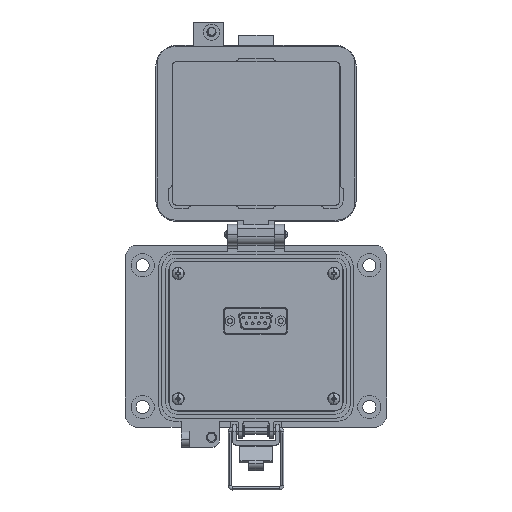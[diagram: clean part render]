
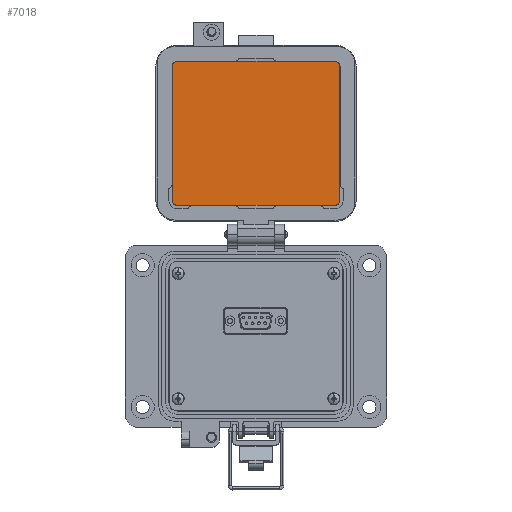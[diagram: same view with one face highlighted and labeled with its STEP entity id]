
A CAD part, top view. The second image highlights one B-rep face of the part: STEP entity #7018.
In plain terms, the highlighted planar face has unit normal (0, 0, 1).
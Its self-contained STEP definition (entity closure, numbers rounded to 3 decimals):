
#370 = DIRECTION ( 'NONE',  ( 1., 0., 0. ) ) ;
#705 = EDGE_CURVE ( 'NONE', #30296, #5374, #17961, .T. ) ;
#1089 = CARTESIAN_POINT ( 'NONE',  ( -44.769, 93.196, 19.202 ) ) ;
#2004 = ORIENTED_EDGE ( 'NONE', *, *, #44900, .F. ) ;
#2426 = VECTOR ( 'NONE', #31536, 1000. ) ;
#3158 = CARTESIAN_POINT ( 'NONE',  ( 38.212, 60.004, 19.202 ) ) ;
#4617 = DIRECTION ( 'NONE',  ( 0., 0., 1. ) ) ;
#5374 = VERTEX_POINT ( 'NONE', #19604 ) ;
#5387 = AXIS2_PLACEMENT_3D ( 'NONE', #42603, #8564, #8077 ) ;
#6330 = VECTOR ( 'NONE', #10433, 1000. ) ;
#6499 = EDGE_CURVE ( 'NONE', #37015, #46879, #6691, .T. ) ;
#6571 = VERTEX_POINT ( 'NONE', #26539 ) ;
#6691 = LINE ( 'NONE', #43727, #6330 ) ;
#6754 = ORIENTED_EDGE ( 'NONE', *, *, #44219, .F. ) ;
#7018 = ADVANCED_FACE ( 'NONE', ( #26968 ), #39389, .T. ) ;
#7075 = DIRECTION ( 'NONE',  ( 0., -1., 0. ) ) ;
#7524 = DIRECTION ( 'NONE',  ( 0., 0., -1. ) ) ;
#8077 = DIRECTION ( 'NONE',  ( 1., 0., 0. ) ) ;
#8449 = AXIS2_PLACEMENT_3D ( 'NONE', #41120, #14051, #7075 ) ;
#8564 = DIRECTION ( 'NONE',  ( 0., 0., -1. ) ) ;
#8862 = CARTESIAN_POINT ( 'NONE',  ( 38.212, 93.196, 19.202 ) ) ;
#10433 = DIRECTION ( 'NONE',  ( 1., 0., 0. ) ) ;
#12287 = LINE ( 'NONE', #1089, #40817 ) ;
#13406 = AXIS2_PLACEMENT_3D ( 'NONE', #34413, #26944, #370 ) ;
#14051 = DIRECTION ( 'NONE',  ( 0., 0., -1. ) ) ;
#14961 = CIRCLE ( 'NONE', #28519, 2.299 ) ;
#16282 = DIRECTION ( 'NONE',  ( -1., 0., 0. ) ) ;
#17961 = CIRCLE ( 'NONE', #8449, 2.299 ) ;
#18814 = CARTESIAN_POINT ( 'NONE',  ( 35.912, 128.688, 19.202 ) ) ;
#19058 = VECTOR ( 'NONE', #36173, 1000. ) ;
#19604 = CARTESIAN_POINT ( 'NONE',  ( 35.912, 57.705, 19.202 ) ) ;
#20448 = CIRCLE ( 'NONE', #5387, 2.299 ) ;
#21736 = EDGE_LOOP ( 'NONE', ( #38334, #6754, #23328, #47570, #24214, #42288, #47201, #2004 ) ) ;
#23328 = ORIENTED_EDGE ( 'NONE', *, *, #28032, .F. ) ;
#23930 = DIRECTION ( 'NONE',  ( 0., 1., 0. ) ) ;
#24214 = ORIENTED_EDGE ( 'NONE', *, *, #47351, .F. ) ;
#24964 = CARTESIAN_POINT ( 'NONE',  ( -42.469, 57.705, 19.202 ) ) ;
#26539 = CARTESIAN_POINT ( 'NONE',  ( -44.769, 126.389, 19.202 ) ) ;
#26944 = DIRECTION ( 'NONE',  ( 0., 0., -1. ) ) ;
#26968 = FACE_OUTER_BOUND ( 'NONE', #21736, .T. ) ;
#26993 = AXIS2_PLACEMENT_3D ( 'NONE', #27959, #4617, #16282 ) ;
#27302 = VERTEX_POINT ( 'NONE', #24964 ) ;
#27959 = CARTESIAN_POINT ( 'NONE',  ( 39.871, 130.108, 19.202 ) ) ;
#28032 = EDGE_CURVE ( 'NONE', #46879, #34026, #20448, .T. ) ;
#28512 = CIRCLE ( 'NONE', #13406, 2.299 ) ;
#28519 = AXIS2_PLACEMENT_3D ( 'NONE', #41564, #7524, #37839 ) ;
#30296 = VERTEX_POINT ( 'NONE', #3158 ) ;
#31536 = DIRECTION ( 'NONE',  ( -1., 0., 0. ) ) ;
#34026 = VERTEX_POINT ( 'NONE', #42205 ) ;
#34413 = CARTESIAN_POINT ( 'NONE',  ( -42.469, 60.004, 19.202 ) ) ;
#36076 = VERTEX_POINT ( 'NONE', #37883 ) ;
#36173 = DIRECTION ( 'NONE',  ( 0., -1., 0. ) ) ;
#36222 = EDGE_CURVE ( 'NONE', #36076, #6571, #12287, .T. ) ;
#37015 = VERTEX_POINT ( 'NONE', #40675 ) ;
#37839 = DIRECTION ( 'NONE',  ( 0., -1., 0. ) ) ;
#37883 = CARTESIAN_POINT ( 'NONE',  ( -44.769, 60.004, 19.202 ) ) ;
#38334 = ORIENTED_EDGE ( 'NONE', *, *, #705, .F. ) ;
#39389 = PLANE ( 'NONE',  #26993 ) ;
#39662 = LINE ( 'NONE', #8862, #19058 ) ;
#40675 = CARTESIAN_POINT ( 'NONE',  ( -42.469, 128.688, 19.202 ) ) ;
#40817 = VECTOR ( 'NONE', #23930, 1000. ) ;
#41120 = CARTESIAN_POINT ( 'NONE',  ( 35.912, 60.004, 19.202 ) ) ;
#41564 = CARTESIAN_POINT ( 'NONE',  ( -42.469, 126.389, 19.202 ) ) ;
#42205 = CARTESIAN_POINT ( 'NONE',  ( 38.212, 126.389, 19.202 ) ) ;
#42288 = ORIENTED_EDGE ( 'NONE', *, *, #36222, .F. ) ;
#42603 = CARTESIAN_POINT ( 'NONE',  ( 35.912, 126.389, 19.202 ) ) ;
#42715 = LINE ( 'NONE', #45944, #2426 ) ;
#43727 = CARTESIAN_POINT ( 'NONE',  ( -3.279, 128.688, 19.202 ) ) ;
#44219 = EDGE_CURVE ( 'NONE', #34026, #30296, #39662, .T. ) ;
#44900 = EDGE_CURVE ( 'NONE', #5374, #27302, #42715, .T. ) ;
#45660 = EDGE_CURVE ( 'NONE', #27302, #36076, #28512, .T. ) ;
#45944 = CARTESIAN_POINT ( 'NONE',  ( -3.279, 57.705, 19.202 ) ) ;
#46879 = VERTEX_POINT ( 'NONE', #18814 ) ;
#47201 = ORIENTED_EDGE ( 'NONE', *, *, #45660, .F. ) ;
#47351 = EDGE_CURVE ( 'NONE', #6571, #37015, #14961, .T. ) ;
#47570 = ORIENTED_EDGE ( 'NONE', *, *, #6499, .F. ) ;
